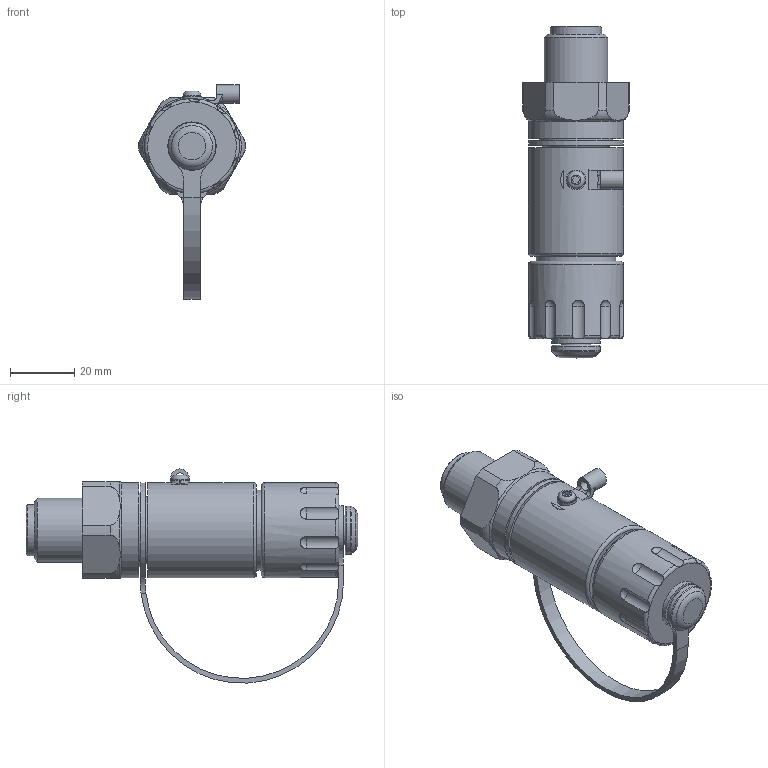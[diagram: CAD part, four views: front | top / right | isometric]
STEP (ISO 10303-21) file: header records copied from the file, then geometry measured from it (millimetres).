
FILE_DESCRIPTION(/* description */ (''),/* implementation_level */ '2;1');
FILE_NAME(/* name */ 'Instrumex BR 4-Way.stp',/* time_stamp */ '2022-12-01T14:27:05+00:00',/* author */ ('areid2'),/* organization */ (''),/* preprocessor_version */ 'ST-DEVELOPER v18.1',/* originating_system */ 'Autodesk Inventor 2020',/* authorisation */ '');
FILE_SCHEMA (('AUTOMOTIVE_DESIGN { 1 0 10303 214 3 1 1 }'));
Length unit declared in the file: millimetre
Products named in the file (1): Part43
Bounding box: 32.98 x 103 x 66.44 mm (x, y, z)
Volume: 61294.9 mm3; surface area: 13601.5 mm2
Topology: 1 solids, 1 shells, 148 faces, 382 edges, 244 vertices
Faces by surface type: cylinder 58, plane 44, torus 25, sphere 10, bspline 7, cone 4
Full cylindrical faces by diameter (mm): 2 x3, 3 x1, 3.28 x1, 5.5 x1, 5.74 x1, 9.5 x1, 15 x1, 15.91 x1, 19.85 x1, 23 x1, 24.75 x1, 29.5 x3
Entity records: 6044 total; most frequent: CARTESIAN_POINT 2432, ORIENTED_EDGE 756, DIRECTION 756, EDGE_CURVE 378, AXIS2_PLACEMENT_3D 317, VERTEX_POINT 244, CIRCLE 173, EDGE_LOOP 166
